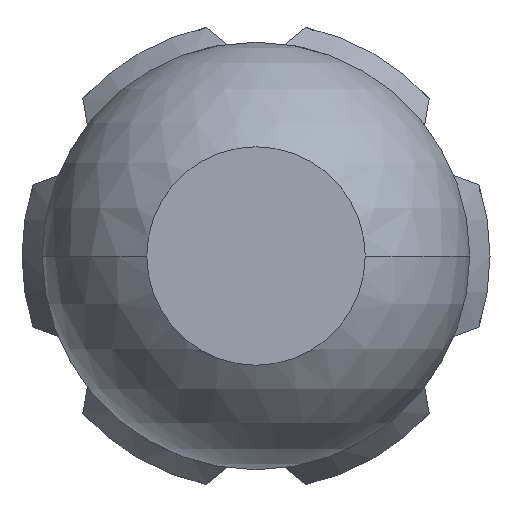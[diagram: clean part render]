
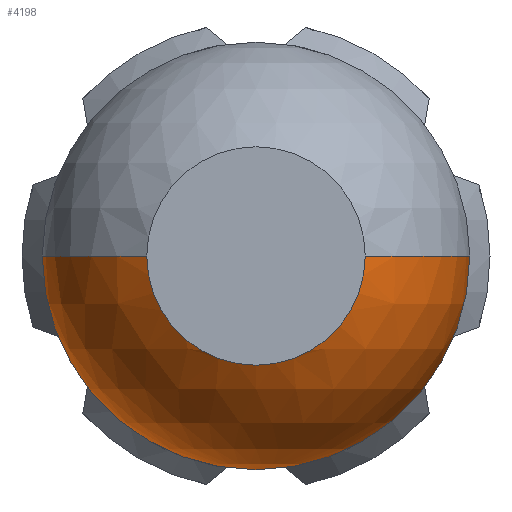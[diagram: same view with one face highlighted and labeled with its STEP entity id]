
A CAD part, front view. The second image highlights one B-rep face of the part: STEP entity #4198.
In plain terms, the highlighted spherical face has radius 0.685 mm.
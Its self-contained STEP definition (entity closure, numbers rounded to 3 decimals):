
#23 = CARTESIAN_POINT ( 'NONE',  ( 0., -27., 0. ) ) ;
#78 = ORIENTED_EDGE ( 'NONE', *, *, #383, .F. ) ;
#191 = ORIENTED_EDGE ( 'NONE', *, *, #5421, .F. ) ;
#248 = AXIS2_PLACEMENT_3D ( 'NONE', #589, #4948, #1410 ) ;
#273 = CARTESIAN_POINT ( 'NONE',  ( 0., -26.411, 0. ) ) ;
#369 = DIRECTION ( 'NONE',  ( 0., 0., -1. ) ) ;
#383 = EDGE_CURVE ( 'Defeature ausgef�hrt2_40+Defeature ausgef�hrt2_38+Defeature ausgef�hrt2_38+Defeature ausgef�hrt2_38', #4920, #2782, #3235, .T. ) ;
#404 = SPHERICAL_SURFACE ( 'NONE', #4452, 0.685 ) ;
#409 = DIRECTION ( 'NONE',  ( 1., 0., 0. ) ) ;
#452 = CARTESIAN_POINT ( 'NONE',  ( 0.35, -27., 0. ) ) ;
#589 = CARTESIAN_POINT ( 'NONE',  ( 0., -26.411, 0. ) ) ;
#649 = DIRECTION ( 'NONE',  ( 0., 0., -1. ) ) ;
#807 = ORIENTED_EDGE ( 'NONE', *, *, #3610, .T. ) ;
#909 = AXIS2_PLACEMENT_3D ( 'NONE', #4533, #3170, #1391 ) ;
#1042 = ORIENTED_EDGE ( 'NONE', *, *, #2937, .F. ) ;
#1072 = VERTEX_POINT ( 'NONE', #4569 ) ;
#1096 = CARTESIAN_POINT ( 'NONE',  ( 0., -26.411, -0.685 ) ) ;
#1237 = EDGE_CURVE ( 'Defeature ausgef�hrt2_39+Defeature ausgef�hrt2_38+Defeature ausgef�hrt2_38+Defeature ausgef�hrt2_38', #4505, #1072, #4860, .T. ) ;
#1391 = DIRECTION ( 'NONE',  ( 0., 0., 1. ) ) ;
#1410 = DIRECTION ( 'NONE',  ( 0., 0., 1. ) ) ;
#1461 = DIRECTION ( 'NONE',  ( 0., 0., -1. ) ) ;
#1560 = DIRECTION ( 'NONE',  ( 1., 0., 0. ) ) ;
#1673 = CARTESIAN_POINT ( 'NONE',  ( 0., -27., -0.35 ) ) ;
#1716 = FACE_OUTER_BOUND ( 'NONE', #5174, .T. ) ;
#1728 = CIRCLE ( 'NONE', #248, 0.685 ) ;
#1843 = CIRCLE ( 'NONE', #4364, 0.685 ) ;
#1991 = DIRECTION ( 'NONE',  ( 0., 0., -1. ) ) ;
#2036 = CARTESIAN_POINT ( 'NONE',  ( -0.35, -27., 0. ) ) ;
#2118 = CARTESIAN_POINT ( 'NONE',  ( 0., -26.411, 0. ) ) ;
#2782 = VERTEX_POINT ( 'NONE', #1673 ) ;
#2907 = DIRECTION ( 'NONE',  ( -1., 0., 0. ) ) ;
#2937 = EDGE_CURVE ( 'Defeature ausgef�hrt2_39+Defeature ausgef�hrt2_38+Defeature ausgef�hrt2_38+Defeature ausgef�hrt2_38', #5544, #4505, #1728, .T. ) ;
#3034 = CIRCLE ( 'NONE', #4965, 0.685 ) ;
#3121 = DIRECTION ( 'NONE',  ( 0., -1., 0. ) ) ;
#3170 = DIRECTION ( 'NONE',  ( 0., 1., 0. ) ) ;
#3235 = CIRCLE ( 'NONE', #5509, 0.35 ) ;
#3447 = CIRCLE ( 'NONE', #5629, 0.35 ) ;
#3610 = EDGE_CURVE ( 'NONE', #4920, #1072, #3034, .T. ) ;
#3787 = EDGE_CURVE ( 'Defeature ausgef�hrt2_40+Defeature ausgef�hrt2_38+Defeature ausgef�hrt2_38+Defeature ausgef�hrt2_38', #2782, #3878, #3447, .T. ) ;
#3878 = VERTEX_POINT ( 'NONE', #452 ) ;
#4198 = ADVANCED_FACE ( 'Defeature ausgef�hrt2_38', ( #1716 ), #404, .T. ) ;
#4364 = AXIS2_PLACEMENT_3D ( 'NONE', #2118, #5636, #409 ) ;
#4452 = AXIS2_PLACEMENT_3D ( 'NONE', #273, #1991, #1560 ) ;
#4505 = VERTEX_POINT ( 'NONE', #1096 ) ;
#4533 = CARTESIAN_POINT ( 'NONE',  ( 0., -26.411, 0. ) ) ;
#4569 = CARTESIAN_POINT ( 'NONE',  ( -0.685, -26.411, 0. ) ) ;
#4612 = CARTESIAN_POINT ( 'NONE',  ( 0., -26.411, 0. ) ) ;
#4735 = DIRECTION ( 'NONE',  ( 0., -1., 0. ) ) ;
#4860 = CIRCLE ( 'NONE', #909, 0.685 ) ;
#4882 = ORIENTED_EDGE ( 'NONE', *, *, #3787, .F. ) ;
#4920 = VERTEX_POINT ( 'NONE', #2036 ) ;
#4948 = DIRECTION ( 'NONE',  ( 0., 1., 0. ) ) ;
#4965 = AXIS2_PLACEMENT_3D ( 'NONE', #4612, #649, #2907 ) ;
#5145 = ORIENTED_EDGE ( 'NONE', *, *, #1237, .F. ) ;
#5174 = EDGE_LOOP ( 'NONE', ( #78, #807, #5145, #1042, #191, #4882 ) ) ;
#5204 = CARTESIAN_POINT ( 'NONE',  ( 0.685, -26.411, 0. ) ) ;
#5421 = EDGE_CURVE ( 'NONE', #3878, #5544, #1843, .T. ) ;
#5509 = AXIS2_PLACEMENT_3D ( 'NONE', #23, #3121, #1461 ) ;
#5544 = VERTEX_POINT ( 'NONE', #5204 ) ;
#5555 = CARTESIAN_POINT ( 'NONE',  ( 0., -27., 0. ) ) ;
#5629 = AXIS2_PLACEMENT_3D ( 'NONE', #5555, #4735, #369 ) ;
#5636 = DIRECTION ( 'NONE',  ( 0., 0., 1. ) ) ;
